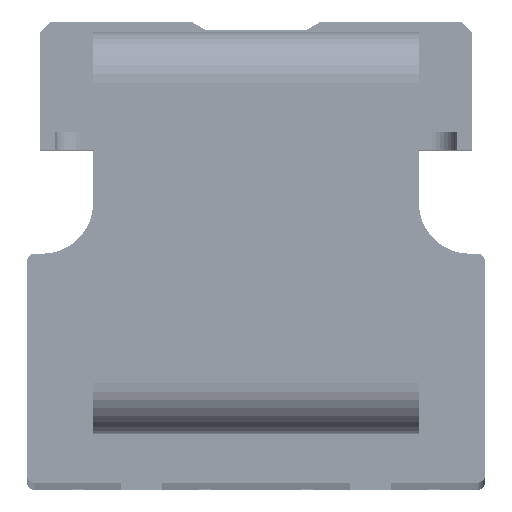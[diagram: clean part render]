
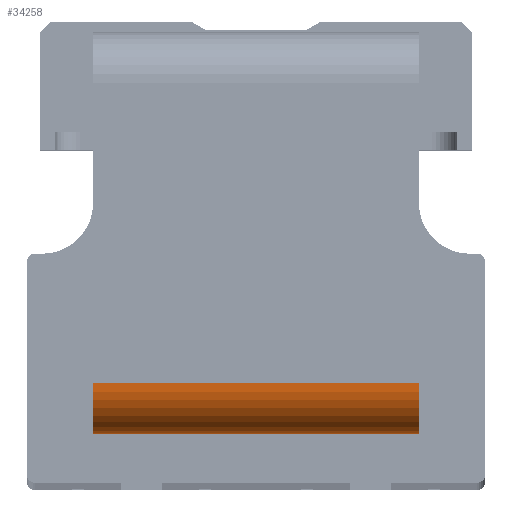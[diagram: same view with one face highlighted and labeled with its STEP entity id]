
A CAD part, top view. The second image highlights one B-rep face of the part: STEP entity #34258.
In plain terms, the highlighted cylindrical face has radius 10 mm (diameter 20 mm), a partial arc.
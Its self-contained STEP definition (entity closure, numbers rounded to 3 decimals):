
#3104=FACE_OUTER_BOUND('',#5083,.T.);
#5083=EDGE_LOOP('',(#26923,#26924,#26925,#26926));
#7689=LINE('',#57598,#10878);
#7738=LINE('',#58191,#10927);
#10878=VECTOR('',#42948,10.);
#10927=VECTOR('',#43173,10.);
#13289=CIRCLE('',#37174,10.);
#13292=CIRCLE('',#37178,10.);
#15604=VERTEX_POINT('',#57596);
#15605=VERTEX_POINT('',#57597);
#15684=VERTEX_POINT('',#58182);
#15686=VERTEX_POINT('',#58189);
#19658=EDGE_CURVE('',#15604,#15605,#7689,.T.);
#19770=EDGE_CURVE('',#15605,#15684,#13289,.T.);
#19773=EDGE_CURVE('',#15686,#15604,#13292,.T.);
#19774=EDGE_CURVE('',#15684,#15686,#7738,.T.);
#26923=ORIENTED_EDGE('',*,*,#19773,.T.);
#26924=ORIENTED_EDGE('',*,*,#19658,.T.);
#26925=ORIENTED_EDGE('',*,*,#19770,.T.);
#26926=ORIENTED_EDGE('',*,*,#19774,.T.);
#33102=CYLINDRICAL_SURFACE('',#37177,10.);
#34258=ADVANCED_FACE('',(#3104),#33102,.T.);
#37174=AXIS2_PLACEMENT_3D('',#58184,#43163,#43164);
#37177=AXIS2_PLACEMENT_3D('',#58188,#43169,#43170);
#37178=AXIS2_PLACEMENT_3D('',#58190,#43171,#43172);
#42948=DIRECTION('',(0.,-1.,0.));
#43163=DIRECTION('center_axis',(0.,1.,0.));
#43164=DIRECTION('ref_axis',(0.707,0.,0.707));
#43169=DIRECTION('center_axis',(0.,1.,0.));
#43170=DIRECTION('ref_axis',(0.707,0.,0.707));
#43171=DIRECTION('center_axis',(0.,-1.,0.));
#43172=DIRECTION('ref_axis',(0.707,0.,0.707));
#43173=DIRECTION('',(0.,1.,0.));
#57596=CARTESIAN_POINT('',(29.5,32.,39.5));
#57597=CARTESIAN_POINT('',(29.5,-32.,39.5));
#57598=CARTESIAN_POINT('',(29.5,0.,39.5));
#58182=CARTESIAN_POINT('',(39.5,-32.,29.5));
#58184=CARTESIAN_POINT('Origin',(29.5,-32.,29.5));
#58188=CARTESIAN_POINT('Origin',(29.5,0.,29.5));
#58189=CARTESIAN_POINT('',(39.5,32.,29.5));
#58190=CARTESIAN_POINT('Origin',(29.5,32.,29.5));
#58191=CARTESIAN_POINT('',(39.5,0.,29.5));
